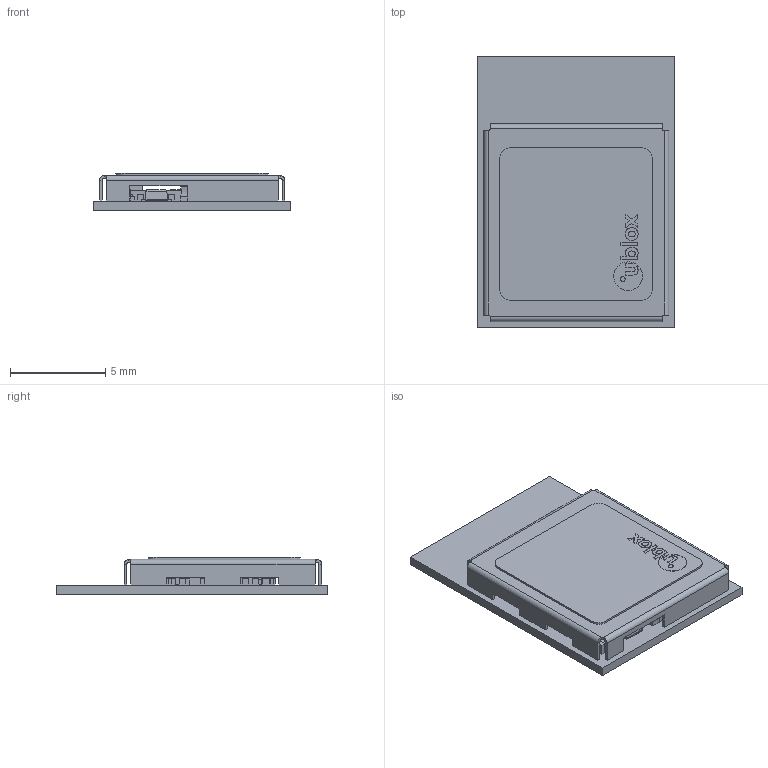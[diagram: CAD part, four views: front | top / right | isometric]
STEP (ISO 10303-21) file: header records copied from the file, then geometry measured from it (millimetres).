
FILE_DESCRIPTION(('Open CASCADE Model'),'2;1');
FILE_NAME('Open CASCADE Shape Model','2021-08-09T14:35:25',('Author'),( 'Open CASCADE'),'Open CASCADE STEP processor 6.8','Open CASCADE 6.8' ,'Unknown');
FILE_SCHEMA(('AUTOMOTIVE_DESIGN { 1 0 10303 214 1 1 1 1 }'));
Length unit declared in the file: millimetre
Products named in the file (101): PCB; Board; Open CASCADE STEP translator 6.8 1.1.1; E1; label_with_logo_8x8; label_8x8; logo_full_4mm; logo_x_4mm; logo_o_4mm; logo_l_4mm; logo_b_4mm; logo_u_4mm; MAYA_W1_Shield_UBXH04-0000683; C5; 6371393024; Extruded; 6371393744; L1; vls201610hbx-1; U2; SOT563; LDF; Mold; C36; 6371395264; U7; 6873833888; Cylinder; 6921802944; U8; 6317221488; L8; 6371395024; X1; OSC_(EPSON_REF_FA-128); C23; R5; 6371396224; 6371389584; R4 ...
Assembly tree (317 placements, depth 5):
  PCB
    Board
      Open CASCADE STEP translator 6.8 1.1.1
    E1
      label_with_logo_8x8
        label_8x8
        logo_full_4mm
          logo_x_4mm
          logo_o_4mm
          logo_l_4mm
          logo_b_4mm
          logo_u_4mm
      MAYA_W1_Shield_UBXH04-0000683
    C5
      6371393024  x2
        Extruded
      6371393744
        Extruded
    L1
      vls201610hbx-1
    U2
      SOT563
        LDF
        Mold
    C36
      6371393744
        Extruded
      6371395264  x2
        Extruded
    U7
      6873833888
        Cylinder
      6921802944
        Extruded
    U8
      6317221488
    L8
      6371395264  x2
        Extruded
      6371395024
        Extruded
    X1
      OSC_(EPSON_REF_FA-128)
    C23
      6371393744
        Extruded
      6371393024  x2
        Extruded
    R5
      6371396224
        Extruded
      6371389584  x2
        Extruded
    R4
      6371396224
        Extruded
      6371389584  x2
        Extruded
    J1
      6371396944  x86
Bounding box: 10.4 x 14.3 x 1.97 mm (x, y, z)
Volume: 118.3 mm3; surface area: 968.9 mm2
Topology: 256 solids, 256 shells, 3649 faces, 9256 edges, 6118 vertices
Faces by surface type: plane 3467, bspline 78, cylinder 76, sphere 16, torus 12
Full cylindrical faces by diameter (mm): 0.2 x2
Entity records: 24661 total; most frequent: CARTESIAN_POINT 5717, DIRECTION 3278, ORIENTED_EDGE 3080, EDGE_CURVE 1540, LINE 1224, VECTOR 1224, AXIS2_PLACEMENT_3D 1027, VERTEX_POINT 982
